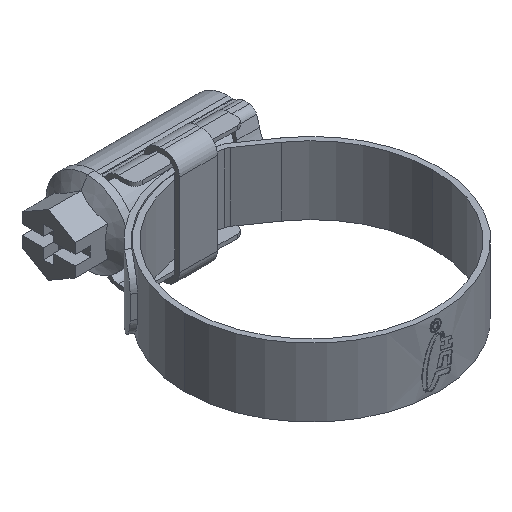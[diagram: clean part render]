
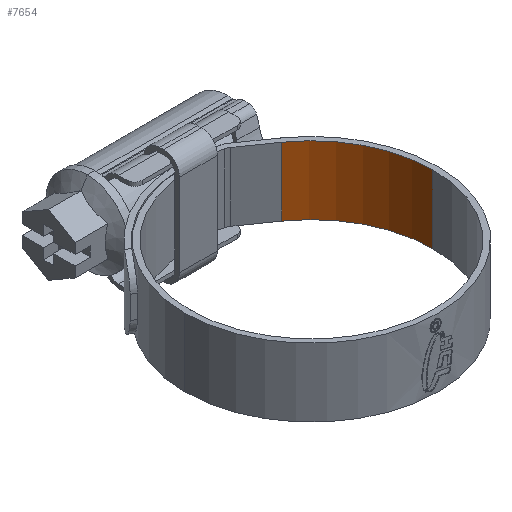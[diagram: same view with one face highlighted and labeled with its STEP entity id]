
A CAD part, isometric view. The second image highlights one B-rep face of the part: STEP entity #7654.
In plain terms, the highlighted cylindrical face has radius 16 mm (diameter 32 mm), a partial arc.
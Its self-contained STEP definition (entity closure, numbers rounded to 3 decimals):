
#6 = LINE ( 'NONE', #2233, #6560 ) ;
#69 = DIRECTION ( 'NONE',  ( 0., 0., -1. ) ) ;
#317 = VERTEX_POINT ( 'NONE', #4559 ) ;
#497 = AXIS2_PLACEMENT_3D ( 'NONE', #4146, #2732, #7043 ) ;
#587 = ORIENTED_EDGE ( 'NONE', *, *, #7930, .T. ) ;
#636 = EDGE_CURVE ( 'NONE', #317, #1034, #1125, .T. ) ;
#670 = AXIS2_PLACEMENT_3D ( 'NONE', #1229, #7197, #6336 ) ;
#1034 = VERTEX_POINT ( 'NONE', #1174 ) ;
#1125 = CIRCLE ( 'NONE', #670, 16. ) ;
#1174 = CARTESIAN_POINT ( 'NONE',  ( 9.177, 13.106, -4.5 ) ) ;
#1229 = CARTESIAN_POINT ( 'NONE',  ( 0., 0., -4.5 ) ) ;
#1349 = DIRECTION ( 'NONE',  ( 0., 0., -1. ) ) ;
#1415 = CIRCLE ( 'NONE', #497, 16. ) ;
#2233 = CARTESIAN_POINT ( 'NONE',  ( 9.177, 13.106, 4.5 ) ) ;
#2240 = CARTESIAN_POINT ( 'NONE',  ( 16., 0., 4.5 ) ) ;
#2531 = EDGE_LOOP ( 'NONE', ( #3776, #5071, #587, #6217 ) ) ;
#2730 = VECTOR ( 'NONE', #7802, 1000. ) ;
#2732 = DIRECTION ( 'NONE',  ( 0., 0., 1. ) ) ;
#2829 = DIRECTION ( 'NONE',  ( -1., 0., 0. ) ) ;
#2879 = VERTEX_POINT ( 'NONE', #5283 ) ;
#3008 = CYLINDRICAL_SURFACE ( 'NONE', #5205, 16. ) ;
#3552 = VERTEX_POINT ( 'NONE', #2240 ) ;
#3667 = FACE_OUTER_BOUND ( 'NONE', #2531, .T. ) ;
#3776 = ORIENTED_EDGE ( 'NONE', *, *, #5360, .F. ) ;
#4146 = CARTESIAN_POINT ( 'NONE',  ( 0., 0., 4.5 ) ) ;
#4559 = CARTESIAN_POINT ( 'NONE',  ( 16., 0., -4.5 ) ) ;
#4916 = LINE ( 'NONE', #5580, #2730 ) ;
#5071 = ORIENTED_EDGE ( 'NONE', *, *, #7582, .T. ) ;
#5205 = AXIS2_PLACEMENT_3D ( 'NONE', #7846, #69, #2829 ) ;
#5283 = CARTESIAN_POINT ( 'NONE',  ( 9.177, 13.106, 4.5 ) ) ;
#5360 = EDGE_CURVE ( 'NONE', #3552, #317, #4916, .T. ) ;
#5580 = CARTESIAN_POINT ( 'NONE',  ( 16., 0., 4.5 ) ) ;
#6217 = ORIENTED_EDGE ( 'NONE', *, *, #636, .F. ) ;
#6336 = DIRECTION ( 'NONE',  ( 1., 0., 0. ) ) ;
#6560 = VECTOR ( 'NONE', #1349, 1000. ) ;
#7043 = DIRECTION ( 'NONE',  ( 1., 0., 0. ) ) ;
#7197 = DIRECTION ( 'NONE',  ( 0., 0., 1. ) ) ;
#7582 = EDGE_CURVE ( 'NONE', #3552, #2879, #1415, .T. ) ;
#7654 = ADVANCED_FACE ( 'NONE', ( #3667 ), #3008, .F. ) ;
#7802 = DIRECTION ( 'NONE',  ( 0., 0., -1. ) ) ;
#7846 = CARTESIAN_POINT ( 'NONE',  ( 0., 0., 4.5 ) ) ;
#7930 = EDGE_CURVE ( 'NONE', #2879, #1034, #6, .T. ) ;
